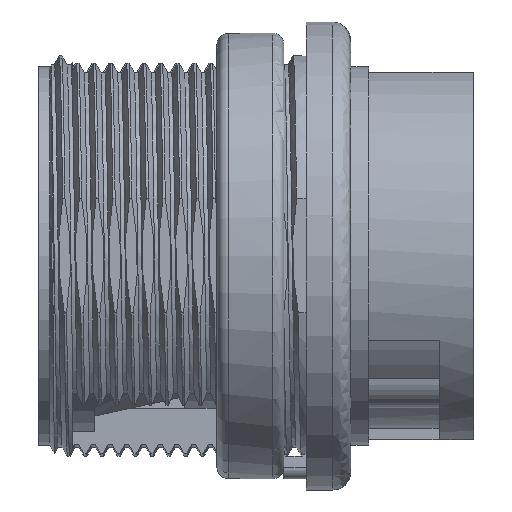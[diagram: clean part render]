
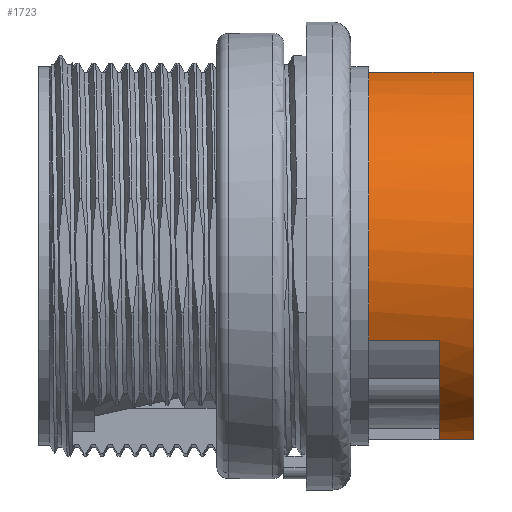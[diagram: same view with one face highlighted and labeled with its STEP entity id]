
A CAD part, top view. The second image highlights one B-rep face of the part: STEP entity #1723.
In plain terms, the highlighted cylindrical face has radius 8.4 mm (diameter 16.8 mm), a partial arc.
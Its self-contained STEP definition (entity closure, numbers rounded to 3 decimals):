
#541=CYLINDRICAL_SURFACE('',#8811,8.4);
#777=FACE_OUTER_BOUND('',#3439,.T.);
#1723=ADVANCED_FACE('3-0-225',(#777),#541,.T.);
#2459=LINE('',#19405,#2986);
#2465=LINE('',#19426,#2992);
#2467=LINE('',#19435,#2994);
#2986=VECTOR('',#9839,1.);
#2992=VECTOR('',#9859,1.);
#2994=VECTOR('',#9871,1.);
#3439=EDGE_LOOP('',(#4831,#4832,#4833,#4834,#4835,#4836));
#4831=ORIENTED_EDGE('',*,*,#7947,.T.);
#4832=ORIENTED_EDGE('',*,*,#7934,.T.);
#4833=ORIENTED_EDGE('',*,*,#7948,.T.);
#4834=ORIENTED_EDGE('',*,*,#7949,.T.);
#4835=ORIENTED_EDGE('',*,*,#7950,.F.);
#4836=ORIENTED_EDGE('',*,*,#7944,.T.);
#6882=VERTEX_POINT('',#19404);
#6883=VERTEX_POINT('',#19406);
#6890=VERTEX_POINT('',#19425);
#6891=VERTEX_POINT('',#19427);
#6892=VERTEX_POINT('',#19434);
#6893=VERTEX_POINT('',#19436);
#7934=EDGE_CURVE('',#6883,#6882,#2459,.T.);
#7944=EDGE_CURVE('',#6891,#6890,#2465,.T.);
#7947=EDGE_CURVE('',#6890,#6883,#8494,.T.);
#7948=EDGE_CURVE('',#6882,#6892,#8495,.T.);
#7949=EDGE_CURVE('',#6892,#6893,#2467,.T.);
#7950=EDGE_CURVE('',#6891,#6893,#8496,.T.);
#8494=CIRCLE('',#8807,8.4);
#8495=CIRCLE('',#8809,8.4);
#8496=CIRCLE('',#8810,8.4);
#8807=AXIS2_PLACEMENT_3D('',#19431,#9865,#9866);
#8809=AXIS2_PLACEMENT_3D('',#19433,#9869,#9870);
#8810=AXIS2_PLACEMENT_3D('',#19437,#9872,#9873);
#8811=AXIS2_PLACEMENT_3D('',#19438,#9874,#9875);
#9839=DIRECTION('',(1.,0.,0.));
#9859=DIRECTION('',(1.,0.,0.));
#9865=DIRECTION('',(1.,0.,0.));
#9866=DIRECTION('',(0.,-0.454,0.891));
#9869=DIRECTION('',(-1.,0.,0.));
#9870=DIRECTION('',(0.,-0.982,0.19));
#9871=DIRECTION('',(-1.,0.,0.));
#9872=DIRECTION('',(-1.,0.,0.));
#9873=DIRECTION('',(0.,-0.454,0.891));
#9874=DIRECTION('',(-1.,0.,0.));
#9875=DIRECTION('',(0.,-1.,0.));
#19404=CARTESIAN_POINT('',(-47.827,-36.062,1.125));
#19405=CARTESIAN_POINT('',(-49.327,-36.062,1.125));
#19406=CARTESIAN_POINT('',(-49.327,-36.062,1.125));
#19425=CARTESIAN_POINT('',(-49.327,-31.629,7.009));
#19426=CARTESIAN_POINT('',(-52.527,-31.629,7.009));
#19427=CARTESIAN_POINT('',(-52.527,-31.629,7.009));
#19431=CARTESIAN_POINT('',(-49.327,-27.815,-0.475));
#19433=CARTESIAN_POINT('',(-47.827,-27.815,-0.475));
#19434=CARTESIAN_POINT('',(-47.827,-19.569,1.125));
#19435=CARTESIAN_POINT('',(-47.827,-19.569,1.125));
#19436=CARTESIAN_POINT('',(-52.527,-19.569,1.125));
#19437=CARTESIAN_POINT('',(-52.527,-27.815,-0.475));
#19438=CARTESIAN_POINT('',(-47.827,-27.815,-0.475));
